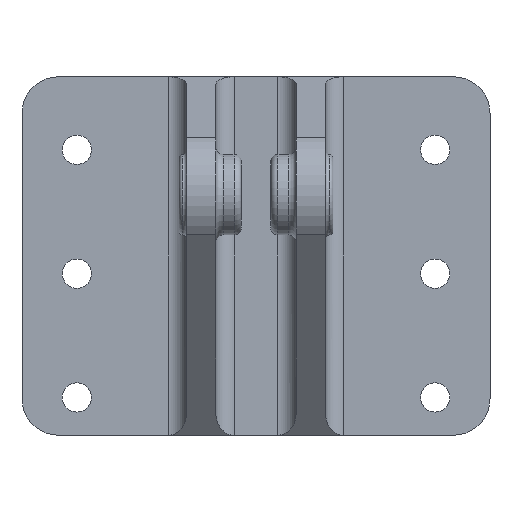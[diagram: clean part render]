
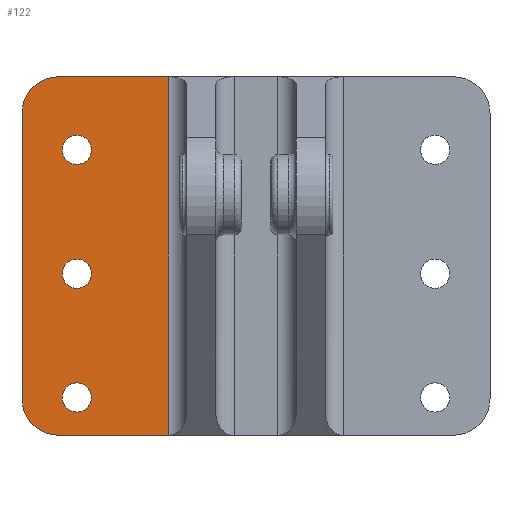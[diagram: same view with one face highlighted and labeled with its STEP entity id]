
A CAD part, front view. The second image highlights one B-rep face of the part: STEP entity #122.
In plain terms, the highlighted planar face has unit normal (0, -1, 0).
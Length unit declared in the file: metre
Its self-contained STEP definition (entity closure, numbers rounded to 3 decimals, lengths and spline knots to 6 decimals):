
#122 = ADVANCED_FACE( 'NONE', ( #277, #278, #279, #280 ), #281, .T. );
#277 = FACE_OUTER_BOUND( '', #466, .T. );
#278 = FACE_BOUND( '', #467, .T. );
#279 = FACE_BOUND( '', #468, .T. );
#280 = FACE_BOUND( '', #469, .T. );
#281 = PLANE( '', #470 );
#466 = EDGE_LOOP( '', ( #743, #744, #745, #746, #747, #748 ) );
#467 = EDGE_LOOP( '', ( #749 ) );
#468 = EDGE_LOOP( '', ( #750 ) );
#469 = EDGE_LOOP( '', ( #751 ) );
#470 = AXIS2_PLACEMENT_3D( '', #752, #753, #754 );
#743 = ORIENTED_EDGE( '', *, *, #984, .T. );
#744 = ORIENTED_EDGE( '', *, *, #1028, .T. );
#745 = ORIENTED_EDGE( '', *, *, #1029, .F. );
#746 = ORIENTED_EDGE( '', *, *, #969, .T. );
#747 = ORIENTED_EDGE( '', *, *, #956, .T. );
#748 = ORIENTED_EDGE( '', *, *, #942, .T. );
#749 = ORIENTED_EDGE( '', *, *, #962, .F. );
#750 = ORIENTED_EDGE( '', *, *, #1030, .F. );
#751 = ORIENTED_EDGE( '', *, *, #1031, .F. );
#752 = CARTESIAN_POINT( '', ( 0.733, -0.01, 0.008765 ) );
#753 = DIRECTION( '', ( 0., -1., 0. ) );
#754 = DIRECTION( '', ( 1., 0., 0. ) );
#942 = EDGE_CURVE( 'NONE', #1089, #1087, #1090, .T. );
#956 = EDGE_CURVE( 'NONE', #1114, #1089, #1115, .T. );
#962 = EDGE_CURVE( 'NONE', #1123, #1123, #1124, .T. );
#969 = EDGE_CURVE( 'NONE', #1135, #1114, #1136, .T. );
#984 = EDGE_CURVE( 'NONE', #1087, #1157, #1159, .T. );
#1028 = EDGE_CURVE( 'NONE', #1157, #1225, #1226, .T. );
#1029 = EDGE_CURVE( 'NONE', #1135, #1225, #1227, .T. );
#1030 = EDGE_CURVE( 'NONE', #1228, #1228, #1229, .T. );
#1031 = EDGE_CURVE( 'NONE', #1230, #1230, #1231, .T. );
#1087 = VERTEX_POINT( 'NONE', #1299 );
#1089 = VERTEX_POINT( 'NONE', #1302 );
#1090 = CIRCLE( '', #1303, 0.01 );
#1114 = VERTEX_POINT( 'NONE', #1333 );
#1115 = LINE( '', #1334, #1335 );
#1123 = VERTEX_POINT( '', #1344 );
#1124 = CIRCLE( '', #1345, 0.004 );
#1135 = VERTEX_POINT( 'NONE', #1356 );
#1136 = CIRCLE( '', #1357, 0.01 );
#1157 = VERTEX_POINT( 'NONE', #1385 );
#1159 = LINE( '', #1388, #1389 );
#1225 = VERTEX_POINT( 'NONE', #1466 );
#1226 = LINE( '', #1467, #1468 );
#1227 = LINE( '', #1469, #1470 );
#1228 = VERTEX_POINT( '', #1471 );
#1229 = CIRCLE( '', #1472, 0.004 );
#1230 = VERTEX_POINT( '', #1473 );
#1231 = CIRCLE( '', #1474, 0.004 );
#1299 = CARTESIAN_POINT( '', ( 0.733, -0.01, -0.001235 ) );
#1302 = CARTESIAN_POINT( '', ( 0.723, -0.01, 0.008765 ) );
#1303 = AXIS2_PLACEMENT_3D( '', #1556, #1557, #1558 );
#1333 = CARTESIAN_POINT( '', ( 0.723, -0.01, 0.086817 ) );
#1334 = CARTESIAN_POINT( '', ( 0.723, -0.01, 0.086817 ) );
#1335 = VECTOR( '', #1580, 1. );
#1344 = CARTESIAN_POINT( '', ( 0.742, -0.01, 0.042956 ) );
#1345 = AXIS2_PLACEMENT_3D( '', #1588, #1589, #1590 );
#1356 = CARTESIAN_POINT( '', ( 0.733, -0.01, 0.096817 ) );
#1357 = AXIS2_PLACEMENT_3D( '', #1603, #1604, #1605 );
#1385 = CARTESIAN_POINT( '', ( 0.763, -0.01, -0.001235 ) );
#1388 = CARTESIAN_POINT( '', ( 0.733, -0.01, -0.001235 ) );
#1389 = VECTOR( '', #1623, 1. );
#1466 = CARTESIAN_POINT( '', ( 0.763, -0.01, 0.096817 ) );
#1467 = CARTESIAN_POINT( '', ( 0.763, -0.01, 0.008765 ) );
#1468 = VECTOR( '', #1686, 1. );
#1469 = CARTESIAN_POINT( '', ( 0.733, -0.01, 0.096817 ) );
#1470 = VECTOR( '', #1687, 1. );
#1471 = CARTESIAN_POINT( '', ( 0.742, -0.01, 0.009094 ) );
#1472 = AXIS2_PLACEMENT_3D( '', #1688, #1689, #1690 );
#1473 = CARTESIAN_POINT( '', ( 0.742, -0.01, 0.076817 ) );
#1474 = AXIS2_PLACEMENT_3D( '', #1691, #1692, #1693 );
#1556 = CARTESIAN_POINT( '', ( 0.733, -0.01, 0.008765 ) );
#1557 = DIRECTION( '', ( 0., -1., 0. ) );
#1558 = DIRECTION( '', ( 1., 0., 0. ) );
#1580 = DIRECTION( '', ( 0., 0., -1. ) );
#1588 = CARTESIAN_POINT( '', ( 0.738, -0.01, 0.042956 ) );
#1589 = DIRECTION( '', ( 0., -1., 0. ) );
#1590 = DIRECTION( '', ( 1., 0., 0. ) );
#1603 = CARTESIAN_POINT( '', ( 0.733, -0.01, 0.086817 ) );
#1604 = DIRECTION( '', ( 0., -1., 0. ) );
#1605 = DIRECTION( '', ( 1., 0., 0. ) );
#1623 = DIRECTION( '', ( 1., 0., 0. ) );
#1686 = DIRECTION( '', ( 0., 0., 1. ) );
#1687 = DIRECTION( '', ( 1., 0., 0. ) );
#1688 = CARTESIAN_POINT( '', ( 0.738, -0.01, 0.009094 ) );
#1689 = DIRECTION( '', ( 0., -1., 0. ) );
#1690 = DIRECTION( '', ( 1., 0., 0. ) );
#1691 = CARTESIAN_POINT( '', ( 0.738, -0.01, 0.076817 ) );
#1692 = DIRECTION( '', ( 0., -1., 0. ) );
#1693 = DIRECTION( '', ( 1., 0., 0. ) );
